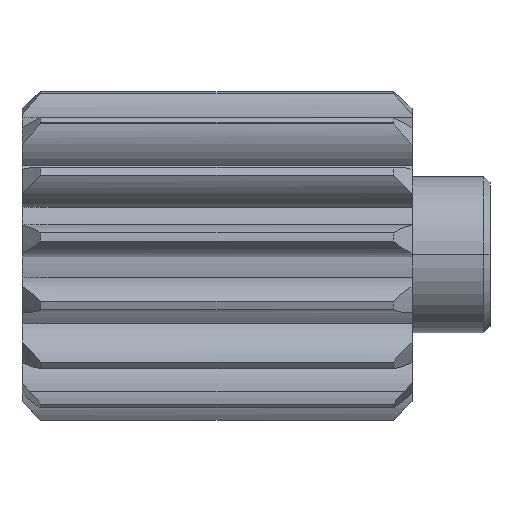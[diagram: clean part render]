
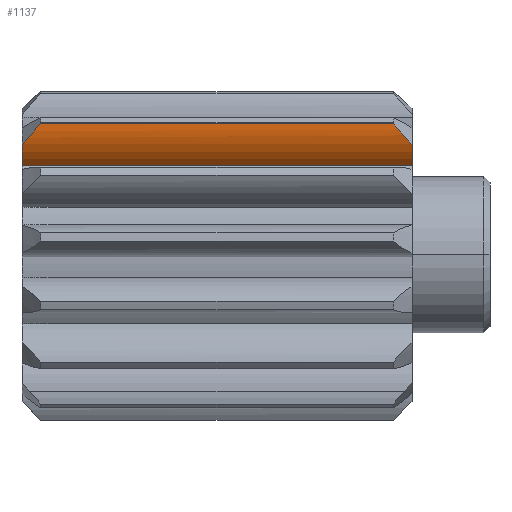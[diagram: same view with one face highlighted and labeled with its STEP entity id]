
A CAD part, top view. The second image highlights one B-rep face of the part: STEP entity #1137.
In plain terms, the highlighted cylindrical face has radius 2.381 mm (diameter 4.763 mm), a partial arc.
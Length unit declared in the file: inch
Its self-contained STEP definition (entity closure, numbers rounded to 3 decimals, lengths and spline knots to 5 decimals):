
#74 = CYLINDRICAL_SURFACE ( 'NONE', #2533, 0.09375 ) ;
#136 = CARTESIAN_POINT ( 'NONE',  ( 0., 0.17673, 0.15583 ) ) ;
#168 = VERTEX_POINT ( 'NONE', #3386 ) ;
#179 = DIRECTION ( 'NONE',  ( -1., 0., 0. ) ) ;
#217 = CARTESIAN_POINT ( 'NONE',  ( 0.625, 0.20948, 0.06799 ) ) ;
#256 = CARTESIAN_POINT ( 'NONE',  ( 0., 0.14219, 0.13326 ) ) ;
#262 = CARTESIAN_POINT ( 'NONE',  ( 0.625, 0.17673, 0.15583 ) ) ;
#366 = VERTEX_POINT ( 'NONE', #3602 ) ;
#387 = DIRECTION ( 'NONE',  ( 0., 0.743, -0.669 ) ) ;
#467 = EDGE_CURVE ( 'NONE', #168, #366, #1458, .T. ) ;
#510 = ORIENTED_EDGE ( 'NONE', *, *, #1342, .T. ) ;
#544 = DIRECTION ( 'NONE',  ( 0., 0., -1. ) ) ;
#589 = EDGE_CURVE ( 'NONE', #3182, #168, #2797, .T. ) ;
#607 = DIRECTION ( 'NONE',  ( -1., 0., 0. ) ) ;
#635 = EDGE_LOOP ( 'NONE', ( #2865, #3008, #2295, #3329, #510, #1883 ) ) ;
#694 = CARTESIAN_POINT ( 'NONE',  ( 0.02903, 0.20948, 0.16174 ) ) ;
#710 = CIRCLE ( 'NONE', #2811, 0.09375 ) ;
#764 = EDGE_CURVE ( 'NONE', #1374, #366, #710, .T. ) ;
#834 = VECTOR ( 'NONE', #3638, 39.37008 ) ;
#889 = CARTESIAN_POINT ( 'NONE',  ( 12., 0.20948, 0.06799 ) ) ;
#1004 = LINE ( 'NONE', #2995, #1271 ) ;
#1137 = ADVANCED_FACE ( 'NONE', ( #2927 ), #74, .T. ) ;
#1176 = CIRCLE ( 'NONE', #3280, 0.09375 ) ;
#1271 = VECTOR ( 'NONE', #2686, 39.37008 ) ;
#1276 = VERTEX_POINT ( 'NONE', #1879 ) ;
#1342 = EDGE_CURVE ( 'NONE', #1276, #3127, #1176, .T. ) ;
#1374 = VERTEX_POINT ( 'NONE', #256 ) ;
#1401 = CARTESIAN_POINT ( 'NONE',  ( 12., 0.20948, 0.16174 ) ) ;
#1458 = B_SPLINE_CURVE_WITH_KNOTS ( 'NONE', 3,
 ( #694, #1836, #2719, #136 ),
 .UNSPECIFIED., .F., .F.,
 ( 4, 4 ),
 ( 0.00004, 0.00116 ),
 .UNSPECIFIED. ) ;
#1660 = EDGE_CURVE ( 'NONE', #3127, #3182, #3432, .T. ) ;
#1721 = CARTESIAN_POINT ( 'NONE',  ( 0., 0.20948, 0.06799 ) ) ;
#1836 = CARTESIAN_POINT ( 'NONE',  ( 0.01981, 0.19783, 0.16174 ) ) ;
#1879 = CARTESIAN_POINT ( 'NONE',  ( 0.625, 0.14219, 0.13326 ) ) ;
#1883 = ORIENTED_EDGE ( 'NONE', *, *, #1660, .T. ) ;
#2205 = CARTESIAN_POINT ( 'NONE',  ( 0.625, 0.17673, 0.15583 ) ) ;
#2295 = ORIENTED_EDGE ( 'NONE', *, *, #764, .F. ) ;
#2346 = DIRECTION ( 'NONE',  ( 0., 0., 1. ) ) ;
#2404 = EDGE_CURVE ( 'NONE', #1276, #1374, #1004, .T. ) ;
#2533 = AXIS2_PLACEMENT_3D ( 'NONE', #889, #607, #2346 ) ;
#2565 = CARTESIAN_POINT ( 'NONE',  ( 0.61485, 0.18692, 0.15963 ) ) ;
#2591 = DIRECTION ( 'NONE',  ( -1., 0., 0. ) ) ;
#2686 = DIRECTION ( 'NONE',  ( -1., 0., 0. ) ) ;
#2719 = CARTESIAN_POINT ( 'NONE',  ( 0.01015, 0.18692, 0.15963 ) ) ;
#2797 = LINE ( 'NONE', #1401, #834 ) ;
#2811 = AXIS2_PLACEMENT_3D ( 'NONE', #1721, #2591, #387 ) ;
#2865 = ORIENTED_EDGE ( 'NONE', *, *, #589, .T. ) ;
#2927 = FACE_OUTER_BOUND ( 'NONE', #635, .T. ) ;
#2995 = CARTESIAN_POINT ( 'NONE',  ( 12., 0.14219, 0.13326 ) ) ;
#3008 = ORIENTED_EDGE ( 'NONE', *, *, #467, .T. ) ;
#3109 = CARTESIAN_POINT ( 'NONE',  ( 0.59597, 0.20948, 0.16174 ) ) ;
#3127 = VERTEX_POINT ( 'NONE', #2205 ) ;
#3182 = VERTEX_POINT ( 'NONE', #3109 ) ;
#3280 = AXIS2_PLACEMENT_3D ( 'NONE', #217, #179, #544 ) ;
#3329 = ORIENTED_EDGE ( 'NONE', *, *, #2404, .F. ) ;
#3386 = CARTESIAN_POINT ( 'NONE',  ( 0.02903, 0.20948, 0.16174 ) ) ;
#3432 = B_SPLINE_CURVE_WITH_KNOTS ( 'NONE', 3,
 ( #262, #2565, #3693, #3652 ),
 .UNSPECIFIED., .F., .F.,
 ( 4, 4 ),
 ( 0., 0.00112 ),
 .UNSPECIFIED. ) ;
#3602 = CARTESIAN_POINT ( 'NONE',  ( 0., 0.17673, 0.15583 ) ) ;
#3638 = DIRECTION ( 'NONE',  ( -1., 0., 0. ) ) ;
#3652 = CARTESIAN_POINT ( 'NONE',  ( 0.59597, 0.20948, 0.16174 ) ) ;
#3693 = CARTESIAN_POINT ( 'NONE',  ( 0.60519, 0.19783, 0.16174 ) ) ;
